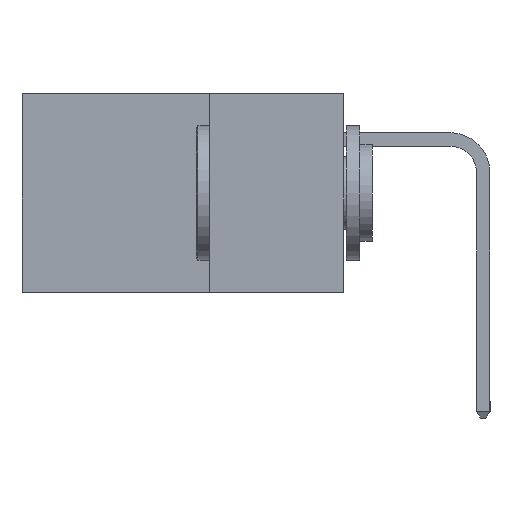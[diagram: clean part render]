
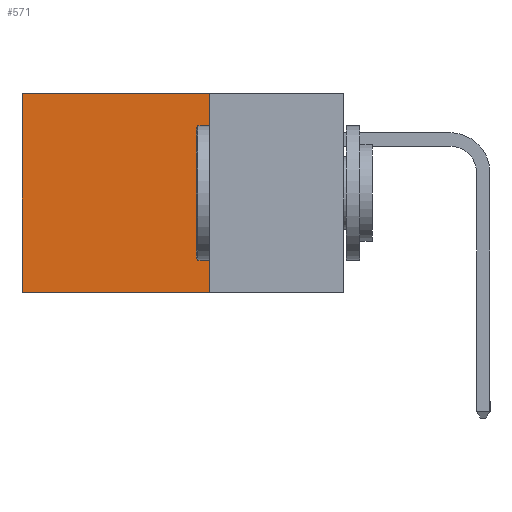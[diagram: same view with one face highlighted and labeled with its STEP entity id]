
A CAD part, left-side view. The second image highlights one B-rep face of the part: STEP entity #571.
In plain terms, the highlighted planar face has unit normal (-1, 0, 0).
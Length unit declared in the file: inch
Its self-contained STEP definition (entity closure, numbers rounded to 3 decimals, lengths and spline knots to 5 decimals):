
#372 = CARTESIAN_POINT ( 'NONE',  ( 0.2615, 0.25, -0.37 ) ) ;
#381 = CARTESIAN_POINT ( 'NONE',  ( 0.2615, 0.6, 0. ) ) ;
#571 = ADVANCED_FACE ( 'NONE', ( #3844 ), #13892, .F. ) ;
#654 = EDGE_LOOP ( 'NONE', ( #4914, #5309, #4315, #2894 ) ) ;
#815 = VECTOR ( 'NONE', #3626, 39.37008 ) ;
#2359 = CARTESIAN_POINT ( 'NONE',  ( 0.2615, 0.25, 0. ) ) ;
#2894 = ORIENTED_EDGE ( 'NONE', *, *, #2985, .T. ) ;
#2985 = EDGE_CURVE ( 'NONE', #8064, #12188, #3431, .T. ) ;
#3431 = LINE ( 'NONE', #13036, #11572 ) ;
#3626 = DIRECTION ( 'NONE',  ( 0., 1., 0. ) ) ;
#3844 = FACE_OUTER_BOUND ( 'NONE', #654, .T. ) ;
#4315 = ORIENTED_EDGE ( 'NONE', *, *, #8080, .F. ) ;
#4378 = VECTOR ( 'NONE', #7306, 39.37008 ) ;
#4914 = ORIENTED_EDGE ( 'NONE', *, *, #10298, .T. ) ;
#5309 = ORIENTED_EDGE ( 'NONE', *, *, #10542, .F. ) ;
#5762 = LINE ( 'NONE', #8192, #4378 ) ;
#6005 = CARTESIAN_POINT ( 'NONE',  ( 0.2615, 0.25, -0.37 ) ) ;
#6468 = DIRECTION ( 'NONE',  ( 0., 0., -1. ) ) ;
#7306 = DIRECTION ( 'NONE',  ( 0., 0., -1. ) ) ;
#8064 = VERTEX_POINT ( 'NONE', #2359 ) ;
#8080 = EDGE_CURVE ( 'NONE', #8064, #13411, #5762, .T. ) ;
#8087 = LINE ( 'NONE', #9821, #8773 ) ;
#8192 = CARTESIAN_POINT ( 'NONE',  ( 0.2615, 0.25, -0.37 ) ) ;
#8300 = AXIS2_PLACEMENT_3D ( 'NONE', #10531, #9263, #11560 ) ;
#8773 = VECTOR ( 'NONE', #6468, 39.37008 ) ;
#9263 = DIRECTION ( 'NONE',  ( 1., 0., 0. ) ) ;
#9821 = CARTESIAN_POINT ( 'NONE',  ( 0.2615, 0.6, -0.37 ) ) ;
#10298 = EDGE_CURVE ( 'NONE', #12188, #11888, #8087, .T. ) ;
#10531 = CARTESIAN_POINT ( 'NONE',  ( 0.2615, 0.25, -0.37 ) ) ;
#10542 = EDGE_CURVE ( 'NONE', #13411, #11888, #12430, .T. ) ;
#11560 = DIRECTION ( 'NONE',  ( 0., 0., -1. ) ) ;
#11572 = VECTOR ( 'NONE', #14134, 39.37008 ) ;
#11888 = VERTEX_POINT ( 'NONE', #13023 ) ;
#12188 = VERTEX_POINT ( 'NONE', #381 ) ;
#12430 = LINE ( 'NONE', #372, #815 ) ;
#13023 = CARTESIAN_POINT ( 'NONE',  ( 0.2615, 0.6, -0.37 ) ) ;
#13036 = CARTESIAN_POINT ( 'NONE',  ( 0.2615, 0.25, 0. ) ) ;
#13411 = VERTEX_POINT ( 'NONE', #6005 ) ;
#13892 = PLANE ( 'NONE',  #8300 ) ;
#14134 = DIRECTION ( 'NONE',  ( 0., 1., 0. ) ) ;
